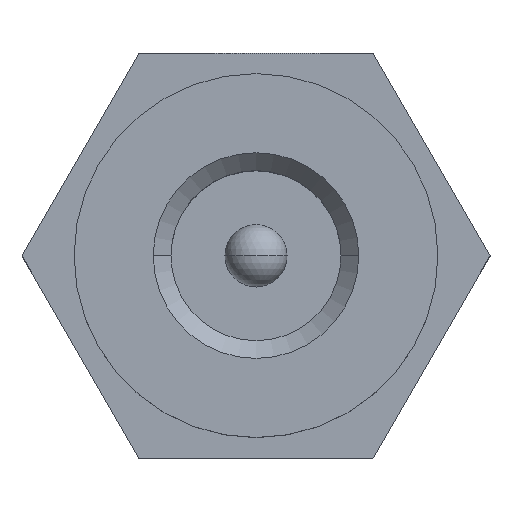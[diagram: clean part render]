
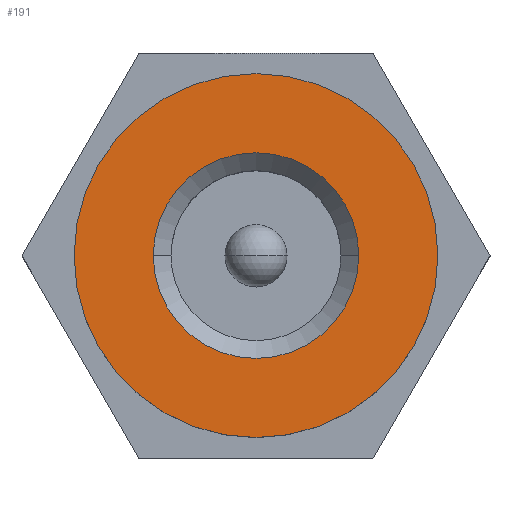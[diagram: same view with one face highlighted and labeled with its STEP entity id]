
A CAD part, top view. The second image highlights one B-rep face of the part: STEP entity #191.
In plain terms, the highlighted planar face has unit normal (0, 0, 1).
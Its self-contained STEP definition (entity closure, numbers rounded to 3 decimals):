
#7 = ORIENTED_EDGE ( 'NONE', *, *, #310, .T. ) ;
#33 = CIRCLE ( 'NONE', #780, 6.15 ) ;
#128 = CARTESIAN_POINT ( 'NONE',  ( 0., 0., 0. ) ) ;
#129 = DIRECTION ( 'NONE',  ( 1., 0., 0. ) ) ;
#162 = DIRECTION ( 'NONE',  ( 1., 0., 0. ) ) ;
#191 = ADVANCED_FACE ( 'NONE', ( #233, #612 ), #414, .T. ) ;
#223 = ORIENTED_EDGE ( 'NONE', *, *, #482, .T. ) ;
#233 = FACE_BOUND ( 'NONE', #458, .T. ) ;
#284 = DIRECTION ( 'NONE',  ( 1., 0., 0. ) ) ;
#309 = DIRECTION ( 'NONE',  ( 0., 0., 1. ) ) ;
#310 = EDGE_CURVE ( 'NONE', #650, #980, #385, .T. ) ;
#354 = DIRECTION ( 'NONE',  ( 1., 0., 0. ) ) ;
#385 = CIRCLE ( 'NONE', #841, 3.475 ) ;
#414 = PLANE ( 'NONE',  #529 ) ;
#444 = DIRECTION ( 'NONE',  ( 0., 0., -1. ) ) ;
#458 = EDGE_LOOP ( 'NONE', ( #7, #962 ) ) ;
#469 = CARTESIAN_POINT ( 'NONE',  ( 3.475, 0., 0. ) ) ;
#482 = EDGE_CURVE ( 'NONE', #1014, #934, #758, .T. ) ;
#485 = AXIS2_PLACEMENT_3D ( 'NONE', #610, #1215, #617 ) ;
#529 = AXIS2_PLACEMENT_3D ( 'NONE', #636, #309, #129 ) ;
#610 = CARTESIAN_POINT ( 'NONE',  ( 0., 0., 0. ) ) ;
#612 = FACE_OUTER_BOUND ( 'NONE', #902, .T. ) ;
#617 = DIRECTION ( 'NONE',  ( 1., 0., 0. ) ) ;
#636 = CARTESIAN_POINT ( 'NONE',  ( 0., 0., 0. ) ) ;
#638 = EDGE_CURVE ( 'NONE', #980, #650, #1134, .T. ) ;
#650 = VERTEX_POINT ( 'NONE', #469 ) ;
#658 = AXIS2_PLACEMENT_3D ( 'NONE', #128, #833, #354 ) ;
#700 = EDGE_CURVE ( 'NONE', #934, #1014, #33, .T. ) ;
#758 = CIRCLE ( 'NONE', #485, 6.15 ) ;
#780 = AXIS2_PLACEMENT_3D ( 'NONE', #1164, #1062, #162 ) ;
#833 = DIRECTION ( 'NONE',  ( 0., 0., -1. ) ) ;
#837 = CARTESIAN_POINT ( 'NONE',  ( -3.475, 0., 0. ) ) ;
#841 = AXIS2_PLACEMENT_3D ( 'NONE', #1190, #444, #284 ) ;
#902 = EDGE_LOOP ( 'NONE', ( #223, #1173 ) ) ;
#934 = VERTEX_POINT ( 'NONE', #1227 ) ;
#962 = ORIENTED_EDGE ( 'NONE', *, *, #638, .T. ) ;
#980 = VERTEX_POINT ( 'NONE', #837 ) ;
#1014 = VERTEX_POINT ( 'NONE', #1060 ) ;
#1060 = CARTESIAN_POINT ( 'NONE',  ( 6.15, 0., 0. ) ) ;
#1062 = DIRECTION ( 'NONE',  ( 0., 0., 1. ) ) ;
#1134 = CIRCLE ( 'NONE', #658, 3.475 ) ;
#1164 = CARTESIAN_POINT ( 'NONE',  ( 0., 0., 0. ) ) ;
#1173 = ORIENTED_EDGE ( 'NONE', *, *, #700, .T. ) ;
#1190 = CARTESIAN_POINT ( 'NONE',  ( 0., 0., 0. ) ) ;
#1215 = DIRECTION ( 'NONE',  ( 0., 0., 1. ) ) ;
#1227 = CARTESIAN_POINT ( 'NONE',  ( -6.15, 0., 0. ) ) ;
